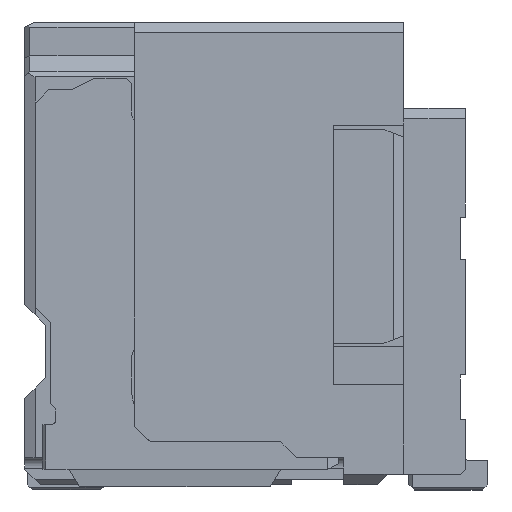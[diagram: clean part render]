
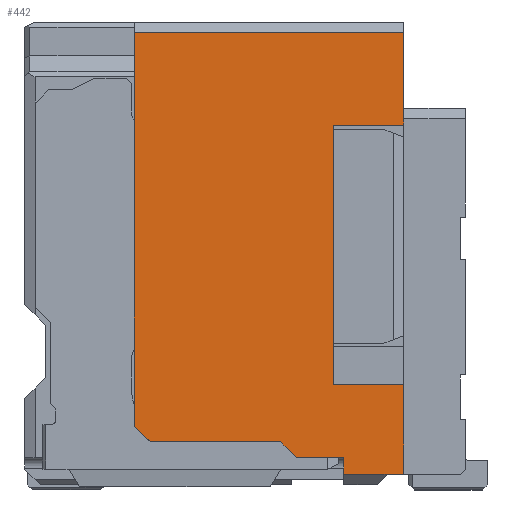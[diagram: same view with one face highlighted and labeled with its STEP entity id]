
A CAD part, left-side view. The second image highlights one B-rep face of the part: STEP entity #442.
In plain terms, the highlighted planar face has unit normal (-1, 0, 0).
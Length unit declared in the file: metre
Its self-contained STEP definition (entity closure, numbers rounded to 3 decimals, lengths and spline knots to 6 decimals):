
#442 = ADVANCED_FACE( '', ( #2109 ), #2110, .T. );
#2109 = FACE_OUTER_BOUND( '', #4652, .T. );
#2110 = PLANE( '', #4653 );
#4652 = EDGE_LOOP( '', ( #9732, #9733, #9734, #9735, #9736, #9737, #9738, #9739, #9740, #9741, #9742, #9743, #9744, #9745 ) );
#4653 = AXIS2_PLACEMENT_3D( '', #9746, #9747, #9748 );
#9732 = ORIENTED_EDGE( '', *, *, #18122, .F. );
#9733 = ORIENTED_EDGE( '', *, *, #19480, .F. );
#9734 = ORIENTED_EDGE( '', *, *, #17698, .T. );
#9735 = ORIENTED_EDGE( '', *, *, #18987, .T. );
#9736 = ORIENTED_EDGE( '', *, *, #19481, .T. );
#9737 = ORIENTED_EDGE( '', *, *, #19482, .F. );
#9738 = ORIENTED_EDGE( '', *, *, #19483, .T. );
#9739 = ORIENTED_EDGE( '', *, *, #19484, .F. );
#9740 = ORIENTED_EDGE( '', *, *, #19485, .T. );
#9741 = ORIENTED_EDGE( '', *, *, #19486, .T. );
#9742 = ORIENTED_EDGE( '', *, *, #19487, .T. );
#9743 = ORIENTED_EDGE( '', *, *, #19488, .F. );
#9744 = ORIENTED_EDGE( '', *, *, #18442, .F. );
#9745 = ORIENTED_EDGE( '', *, *, #19489, .T. );
#9746 = CARTESIAN_POINT( '', ( -0.52325, -0.02455, -0.49342 ) );
#9747 = DIRECTION( '', ( -1., 0., 0. ) );
#9748 = DIRECTION( '', ( 0., 1., 0. ) );
#17698 = EDGE_CURVE( '', #21462, #21459, #21463, .T. );
#18122 = EDGE_CURVE( '', #22292, #22293, #22294, .T. );
#18442 = EDGE_CURVE( '', #22910, #22912, #22913, .T. );
#18987 = EDGE_CURVE( '', #21459, #23910, #23912, .T. );
#19480 = EDGE_CURVE( '', #21462, #22292, #24761, .T. );
#19481 = EDGE_CURVE( '', #23910, #24762, #24763, .T. );
#19482 = EDGE_CURVE( '', #24764, #24762, #24765, .T. );
#19483 = EDGE_CURVE( '', #24764, #24766, #24767, .T. );
#19484 = EDGE_CURVE( '', #24768, #24766, #24769, .T. );
#19485 = EDGE_CURVE( '', #24768, #24770, #24771, .T. );
#19486 = EDGE_CURVE( '', #24770, #24772, #24773, .T. );
#19487 = EDGE_CURVE( '', #24772, #24774, #24775, .T. );
#19488 = EDGE_CURVE( '', #22912, #24774, #24776, .T. );
#19489 = EDGE_CURVE( '', #22910, #22293, #24777, .T. );
#21459 = VERTEX_POINT( '', #27682 );
#21462 = VERTEX_POINT( '', #27686 );
#21463 = LINE( '', #27687, #27688 );
#22292 = VERTEX_POINT( '', #28966 );
#22293 = VERTEX_POINT( '', #28967 );
#22294 = LINE( '', #28968, #28969 );
#22910 = VERTEX_POINT( '', #29889 );
#22912 = VERTEX_POINT( '', #29892 );
#22913 = LINE( '', #29893, #29894 );
#23910 = VERTEX_POINT( '', #31438 );
#23912 = LINE( '', #31441, #31442 );
#24761 = LINE( '', #32773, #32774 );
#24762 = VERTEX_POINT( '', #32775 );
#24763 = LINE( '', #32776, #32777 );
#24764 = VERTEX_POINT( '', #32778 );
#24765 = LINE( '', #32779, #32780 );
#24766 = VERTEX_POINT( '', #32781 );
#24767 = LINE( '', #32782, #32783 );
#24768 = VERTEX_POINT( '', #32784 );
#24769 = LINE( '', #32785, #32786 );
#24770 = VERTEX_POINT( '', #32787 );
#24771 = LINE( '', #32788, #32789 );
#24772 = VERTEX_POINT( '', #32790 );
#24773 = LINE( '', #32791, #32792 );
#24774 = VERTEX_POINT( '', #32793 );
#24775 = LINE( '', #32794, #32795 );
#24776 = LINE( '', #32796, #32797 );
#24777 = LINE( '', #32798, #32799 );
#27682 = CARTESIAN_POINT( '', ( -0.52325, -0.02245, -0.49322 ) );
#27686 = CARTESIAN_POINT( '', ( -0.52325, -0.0276, -0.49322 ) );
#27687 = CARTESIAN_POINT( '', ( -0.52325, -0.0276, -0.49322 ) );
#27688 = VECTOR( '', #37478, 1. );
#28966 = CARTESIAN_POINT( '', ( -0.52325, -0.0276, -0.49499 ) );
#28967 = CARTESIAN_POINT( '', ( -0.52325, -0.02625, -0.49499 ) );
#28968 = CARTESIAN_POINT( '', ( -0.52325, -0.0276, -0.49499 ) );
#28969 = VECTOR( '', #37910, 1. );
#29889 = CARTESIAN_POINT( '', ( -0.52325, -0.02625, -0.49995 ) );
#29892 = CARTESIAN_POINT( '', ( -0.52325, -0.0276, -0.49995 ) );
#29893 = CARTESIAN_POINT( '', ( -0.52325, -0.02625, -0.49995 ) );
#29894 = VECTOR( '', #38258, 1. );
#31438 = CARTESIAN_POINT( '', ( -0.52325, -0.02245, -0.50075 ) );
#31441 = CARTESIAN_POINT( '', ( -0.52325, -0.02245, -0.49322 ) );
#31442 = VECTOR( '', #38848, 1. );
#32773 = CARTESIAN_POINT( '', ( -0.52325, -0.0276, -0.49322 ) );
#32774 = VECTOR( '', #39382, 1. );
#32775 = CARTESIAN_POINT( '', ( -0.52325, -0.02275, -0.50105 ) );
#32776 = CARTESIAN_POINT( '', ( -0.52325, -0.02245, -0.50075 ) );
#32777 = VECTOR( '', #39383, 1. );
#32778 = CARTESIAN_POINT( '', ( -0.52325, -0.02525, -0.50105 ) );
#32779 = CARTESIAN_POINT( '', ( -0.52325, -0.02525, -0.50105 ) );
#32780 = VECTOR( '', #39384, 1. );
#32781 = CARTESIAN_POINT( '', ( -0.52325, -0.02555, -0.50135 ) );
#32782 = CARTESIAN_POINT( '', ( -0.52325, -0.02525, -0.50105 ) );
#32783 = VECTOR( '', #39385, 1. );
#32784 = CARTESIAN_POINT( '', ( -0.52325, -0.02645, -0.50135 ) );
#32785 = CARTESIAN_POINT( '', ( -0.52325, -0.02645, -0.50135 ) );
#32786 = VECTOR( '', #39386, 1. );
#32787 = CARTESIAN_POINT( '', ( -0.52325, -0.02645, -0.50167 ) );
#32788 = CARTESIAN_POINT( '', ( -0.52325, -0.02645, -0.50135 ) );
#32789 = VECTOR( '', #39387, 1. );
#32790 = CARTESIAN_POINT( '', ( -0.52325, -0.0273, -0.50167 ) );
#32791 = CARTESIAN_POINT( '', ( -0.52325, -0.02645, -0.50167 ) );
#32792 = VECTOR( '', #39388, 1. );
#32793 = CARTESIAN_POINT( '', ( -0.52325, -0.0276, -0.50167 ) );
#32794 = CARTESIAN_POINT( '', ( -0.52325, -0.0273, -0.50167 ) );
#32795 = VECTOR( '', #39389, 1. );
#32796 = CARTESIAN_POINT( '', ( -0.52325, -0.0276, -0.49995 ) );
#32797 = VECTOR( '', #39390, 1. );
#32798 = CARTESIAN_POINT( '', ( -0.52325, -0.02625, -0.49995 ) );
#32799 = VECTOR( '', #39391, 1. );
#37478 = DIRECTION( '', ( 0., 1., 0. ) );
#37910 = DIRECTION( '', ( 0., 1., 0. ) );
#38258 = DIRECTION( '', ( 0., -1., 0. ) );
#38848 = DIRECTION( '', ( 0., 0., -1. ) );
#39382 = DIRECTION( '', ( 0., 0., -1. ) );
#39383 = DIRECTION( '', ( 0., -0.707, -0.707 ) );
#39384 = DIRECTION( '', ( 0., 1., 0. ) );
#39385 = DIRECTION( '', ( 0., -0.707, -0.707 ) );
#39386 = DIRECTION( '', ( 0., 1., 0. ) );
#39387 = DIRECTION( '', ( 0., 0., -1. ) );
#39388 = DIRECTION( '', ( 0., -1., 0. ) );
#39389 = DIRECTION( '', ( 0., -1., 0. ) );
#39390 = DIRECTION( '', ( 0., 0., -1. ) );
#39391 = DIRECTION( '', ( 0., 0., 1. ) );
